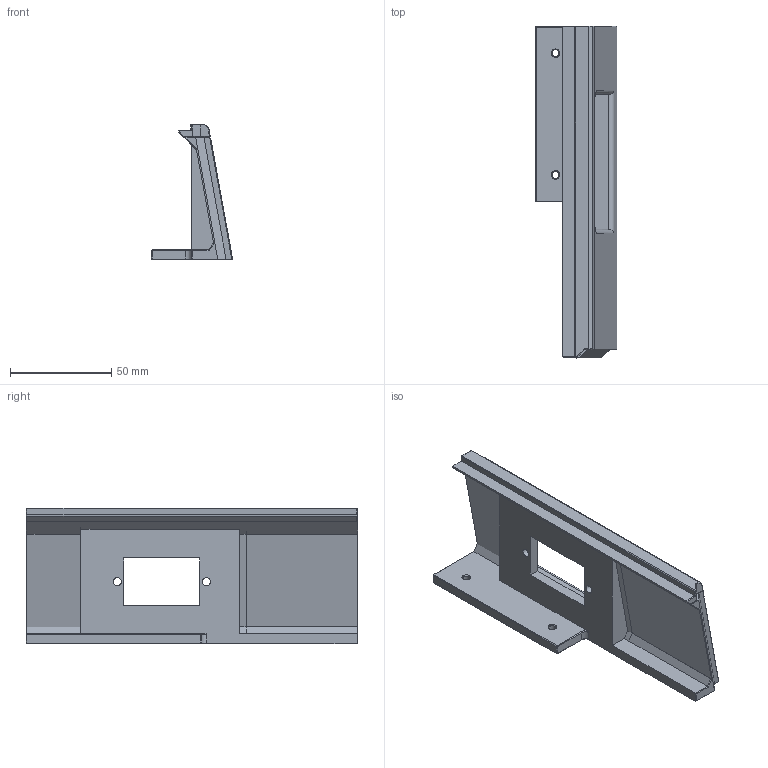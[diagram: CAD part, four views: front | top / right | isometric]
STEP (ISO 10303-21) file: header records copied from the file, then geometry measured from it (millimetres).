
FILE_DESCRIPTION(/* description */ (''),/* implementation_level */ '2;1');
FILE_NAME(/* name */ 'HourMeterFor350.step',/* time_stamp */ '2021-08-19T05:29:53-04:00',/* author */ (''),/* organization */ (''),/* preprocessor_version */ 'ST-DEVELOPER v18.1',/* originating_system */ 'Autodesk Translation Framework v10.9.0.1377',/* authorisation */ '');
FILE_SCHEMA (('AUTOMOTIVE_DESIGN { 1 0 10303 214 3 1 1 }'));
Length unit declared in the file: millimetre
Products named in the file (3): HourMeter350; SideSkirt (1); trimpiece
Assembly tree (2 placements, depth 2):
  HourMeter350
    SideSkirt (1)
    trimpiece
Bounding box: 40.12 x 163.61 x 67 mm (x, y, z)
Volume: 104679.8 mm3; surface area: 39843.4 mm2
Topology: 2 solids, 2 shells, 155 faces, 379 edges, 236 vertices
Faces by surface type: plane 111, cylinder 23, cone 15, sphere 4, bspline 2
Full cylindrical faces by diameter (mm): 3.4 x2, 4 x2, 4.5 x6
Entity records: 4664 total; most frequent: CARTESIAN_POINT 879, ORIENTED_EDGE 758, DIRECTION 755, EDGE_CURVE 379, LINE 311, VECTOR 311, VERTEX_POINT 236, AXIS2_PLACEMENT_3D 222
